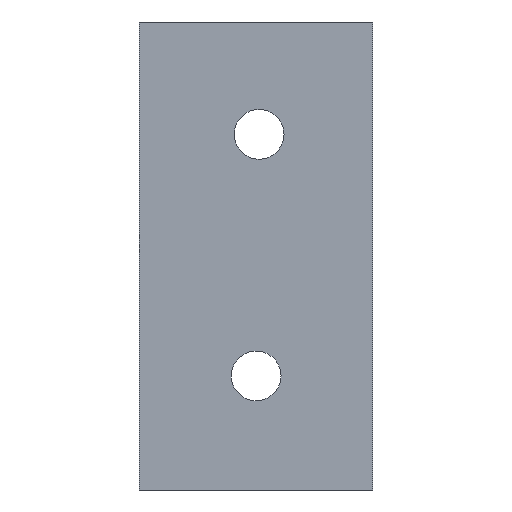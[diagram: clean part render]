
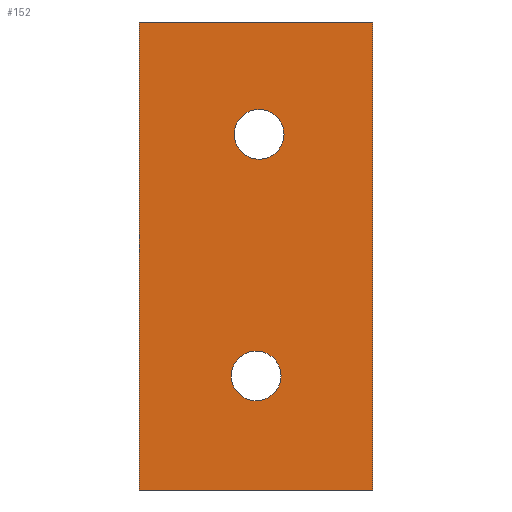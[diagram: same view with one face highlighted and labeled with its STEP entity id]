
A CAD part, left-side view. The second image highlights one B-rep face of the part: STEP entity #152.
In plain terms, the highlighted planar face has unit normal (-1, 0, 0).
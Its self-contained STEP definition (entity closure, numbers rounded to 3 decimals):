
#17=FACE_BOUND('',#43,.T.);
#18=FACE_BOUND('',#44,.T.);
#24=PLANE('',#178);
#32=FACE_OUTER_BOUND('',#42,.T.);
#42=EDGE_LOOP('',(#137,#138,#139,#140));
#43=EDGE_LOOP('',(#141));
#44=EDGE_LOOP('',(#142));
#47=LINE('',#235,#61);
#51=LINE('',#243,#65);
#54=LINE('',#249,#68);
#57=LINE('',#254,#71);
#61=VECTOR('',#197,10.);
#65=VECTOR('',#203,10.);
#68=VECTOR('',#208,10.);
#71=VECTOR('',#213,10.);
#74=CIRCLE('',#169,1.6);
#76=CIRCLE('',#172,1.6);
#78=VERTEX_POINT('',#223);
#80=VERTEX_POINT('',#229);
#81=VERTEX_POINT('',#233);
#82=VERTEX_POINT('',#234);
#85=VERTEX_POINT('',#242);
#87=VERTEX_POINT('',#248);
#91=EDGE_CURVE('',#78,#78,#74,.T.);
#94=EDGE_CURVE('',#80,#80,#76,.T.);
#95=EDGE_CURVE('',#81,#82,#47,.T.);
#99=EDGE_CURVE('',#82,#85,#51,.T.);
#102=EDGE_CURVE('',#85,#87,#54,.T.);
#105=EDGE_CURVE('',#87,#81,#57,.T.);
#137=ORIENTED_EDGE('',*,*,#105,.T.);
#138=ORIENTED_EDGE('',*,*,#95,.T.);
#139=ORIENTED_EDGE('',*,*,#99,.T.);
#140=ORIENTED_EDGE('',*,*,#102,.T.);
#141=ORIENTED_EDGE('',*,*,#91,.T.);
#142=ORIENTED_EDGE('',*,*,#94,.T.);
#152=ADVANCED_FACE('',(#32,#17,#18),#24,.F.);
#169=AXIS2_PLACEMENT_3D('',#225,#186,#187);
#172=AXIS2_PLACEMENT_3D('',#231,#193,#194);
#178=AXIS2_PLACEMENT_3D('',#257,#217,#218);
#186=DIRECTION('center_axis',(1.,0.,0.));
#187=DIRECTION('ref_axis',(0.,1.,0.));
#193=DIRECTION('center_axis',(1.,0.,0.));
#194=DIRECTION('ref_axis',(0.,1.,0.));
#197=DIRECTION('',(0.,0.,1.));
#203=DIRECTION('',(0.,1.,0.));
#208=DIRECTION('',(0.,0.,-1.));
#213=DIRECTION('',(0.,-1.,0.));
#217=DIRECTION('center_axis',(1.,0.,0.));
#218=DIRECTION('ref_axis',(0.,1.,0.));
#223=CARTESIAN_POINT('',(-8.558,545.892,167.234));
#225=CARTESIAN_POINT('Origin',(-8.558,547.492,167.234));
#229=CARTESIAN_POINT('',(-8.558,545.697,182.772));
#231=CARTESIAN_POINT('Origin',(-8.558,547.297,182.772));
#233=CARTESIAN_POINT('',(-8.558,540.,159.894));
#234=CARTESIAN_POINT('',(-8.558,540.,190.));
#235=CARTESIAN_POINT('',(-8.558,540.,159.894));
#242=CARTESIAN_POINT('',(-8.558,555.,190.));
#243=CARTESIAN_POINT('',(-8.558,540.,190.));
#248=CARTESIAN_POINT('',(-8.558,555.,159.894));
#249=CARTESIAN_POINT('',(-8.558,555.,190.));
#254=CARTESIAN_POINT('',(-8.558,555.,159.894));
#257=CARTESIAN_POINT('Origin',(-8.558,547.5,174.947));
